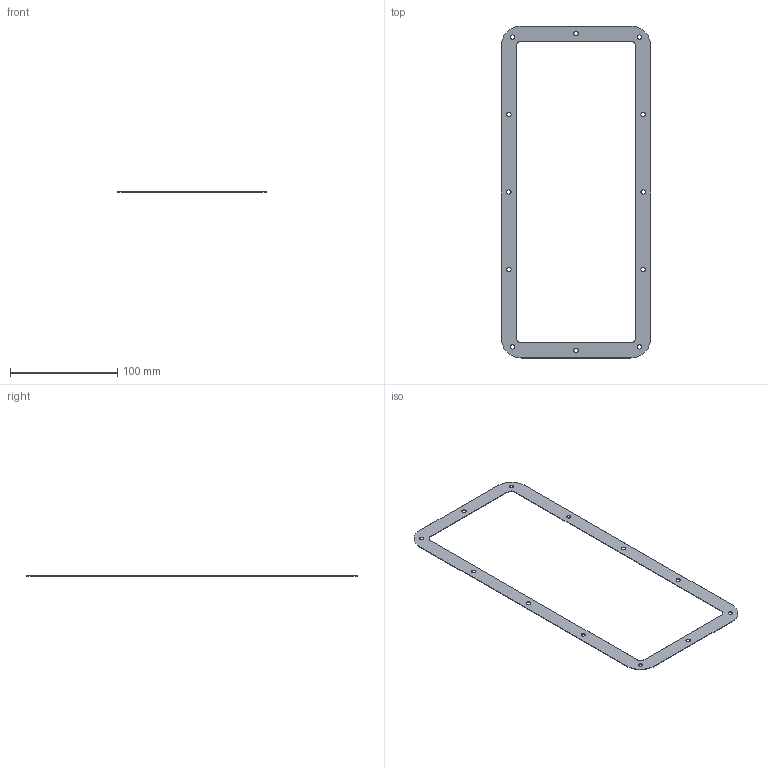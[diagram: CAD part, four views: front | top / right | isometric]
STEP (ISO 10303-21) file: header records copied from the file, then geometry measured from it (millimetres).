
FILE_DESCRIPTION(/* description */ (''),/* implementation_level */ '2;1');
FILE_NAME(/* name */ 'GB-gasket.stp',/* time_stamp */ '2021-07-14T22:00:17+01:00',/* author */ ('hobly'),/* organization */ (''),/* preprocessor_version */ 'ST-DEVELOPER v18',/* originating_system */ 'Autodesk Inventor 2020',/* authorisation */ '');
FILE_SCHEMA (('AUTOMOTIVE_DESIGN { 1 0 10303 214 3 1 1 }'));
Length unit declared in the file: millimetre
Products named in the file (1): GB-gasket
Bounding box: 139 x 309 x 0.5 mm (x, y, z)
Volume: 5662.6 mm3; surface area: 23547.9 mm2
Topology: 1 solids, 1 shells, 30 faces, 96 edges, 68 vertices
Faces by surface type: cylinder 20, plane 10
Full cylindrical faces by diameter (mm): 4.1 x12
Entity records: 1201 total; most frequent: DIRECTION 210, CARTESIAN_POINT 195, ORIENTED_EDGE 192, EDGE_CURVE 96, AXIS2_PLACEMENT_3D 83, VERTEX_POINT 68, EDGE_LOOP 56, CIRCLE 52
